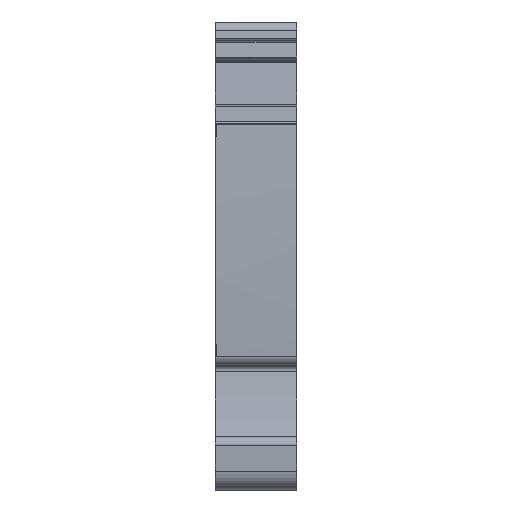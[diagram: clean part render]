
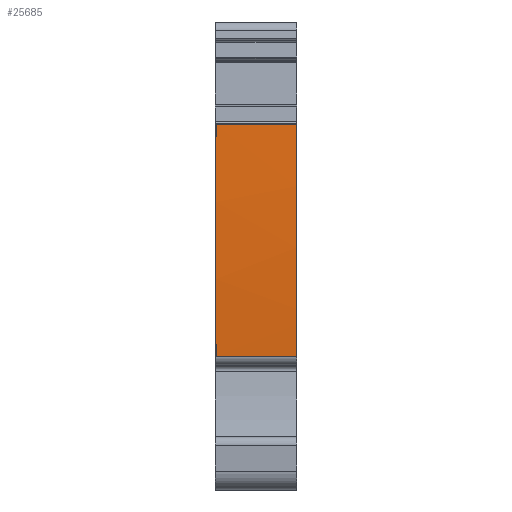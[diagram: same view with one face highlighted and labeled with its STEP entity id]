
A CAD part, front view. The second image highlights one B-rep face of the part: STEP entity #25685.
In plain terms, the highlighted cylindrical face has radius 180 mm (diameter 360 mm), a partial arc.
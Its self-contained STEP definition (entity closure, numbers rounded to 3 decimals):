
#8566=AXIS2_PLACEMENT_3D('Circle Axis2P3D',#8564,#8565,$) ;
#15513=AXIS2_PLACEMENT_3D('Cylinder Axis2P3D',#15510,#15511,#15512) ;
#25309=AXIS2_PLACEMENT_3D('Circle Axis2P3D',#25307,#25308,$) ;
#25316=AXIS2_PLACEMENT_3D('Circle Axis2P3D',#25314,#25315,$) ;
#25323=AXIS2_PLACEMENT_3D('Circle Axis2P3D',#25321,#25322,$) ;
#8536=CARTESIAN_POINT('Vertex',(8.1,1.522,13.384)) ;
#8539=CARTESIAN_POINT('Line Origine',(0.025,1.522,13.384)) ;
#8543=CARTESIAN_POINT('Vertex',(0.05,1.522,13.384)) ;
#8564=CARTESIAN_POINT('Axis2P3D Location',(0.05,181.13,25.25)) ;
#8568=CARTESIAN_POINT('Vertex',(0.05,1.482,36.509)) ;
#8588=CARTESIAN_POINT('Line Origine',(0.025,1.482,36.509)) ;
#8592=CARTESIAN_POINT('Vertex',(8.1,1.482,36.509)) ;
#15510=CARTESIAN_POINT('Axis2P3D Location',(4.05,181.13,25.25)) ;
#25307=CARTESIAN_POINT('Axis2P3D Location',(8.1,181.13,25.25)) ;
#25311=CARTESIAN_POINT('Vertex',(8.1,1.272,18.106)) ;
#25314=CARTESIAN_POINT('Axis2P3D Location',(8.1,181.13,25.25)) ;
#25318=CARTESIAN_POINT('Vertex',(8.1,1.272,18.099)) ;
#25321=CARTESIAN_POINT('Axis2P3D Location',(8.1,181.13,25.25)) ;
#8540=DIRECTION('Vector Direction',(-1.,0.,0.)) ;
#8565=DIRECTION('Axis2P3D Direction',(-1.,0.,0.)) ;
#8589=DIRECTION('Vector Direction',(-1.,0.,0.)) ;
#15511=DIRECTION('Axis2P3D Direction',(1.,0.,0.)) ;
#15512=DIRECTION('Axis2P3D XDirection',(0.,-0.993,0.115)) ;
#25308=DIRECTION('Axis2P3D Direction',(1.,0.,0.)) ;
#25315=DIRECTION('Axis2P3D Direction',(1.,0.,0.)) ;
#25322=DIRECTION('Axis2P3D Direction',(1.,0.,0.)) ;
#8541=VECTOR('Line Direction',#8540,1.) ;
#8590=VECTOR('Line Direction',#8589,1.) ;
#25678=ORIENTED_EDGE('',*,*,#25320,.F.) ;
#25679=ORIENTED_EDGE('',*,*,#25313,.F.) ;
#25680=ORIENTED_EDGE('',*,*,#8594,.F.) ;
#25681=ORIENTED_EDGE('',*,*,#8570,.T.) ;
#25682=ORIENTED_EDGE('',*,*,#8545,.T.) ;
#25683=ORIENTED_EDGE('',*,*,#25325,.F.) ;
#25685=ADVANCED_FACE('60464_MLD_AAP13_6_LO-LO.1',(#25684),#15514,.T.) ;
#8567=CIRCLE('generated circle',#8566,180.) ;
#25310=CIRCLE('generated circle',#25309,180.) ;
#25317=CIRCLE('generated circle',#25316,180.) ;
#25324=CIRCLE('generated circle',#25323,180.) ;
#15514=CYLINDRICAL_SURFACE('generated cylinder',#15513,180.) ;
#8545=EDGE_CURVE('',#8544,#8537,#8542,.F.) ;
#8570=EDGE_CURVE('',#8569,#8544,#8567,.F.) ;
#8594=EDGE_CURVE('',#8569,#8593,#8591,.F.) ;
#25313=EDGE_CURVE('',#8593,#25312,#25310,.T.) ;
#25320=EDGE_CURVE('',#25312,#25319,#25317,.T.) ;
#25325=EDGE_CURVE('',#25319,#8537,#25324,.T.) ;
#25677=EDGE_LOOP('',(#25678,#25679,#25680,#25681,#25682,#25683)) ;
#25684=FACE_OUTER_BOUND('',#25677,.T.) ;
#8542=LINE('Line',#8539,#8541) ;
#8591=LINE('Line',#8588,#8590) ;
#8537=VERTEX_POINT('',#8536) ;
#8544=VERTEX_POINT('',#8543) ;
#8569=VERTEX_POINT('',#8568) ;
#8593=VERTEX_POINT('',#8592) ;
#25312=VERTEX_POINT('',#25311) ;
#25319=VERTEX_POINT('',#25318) ;
